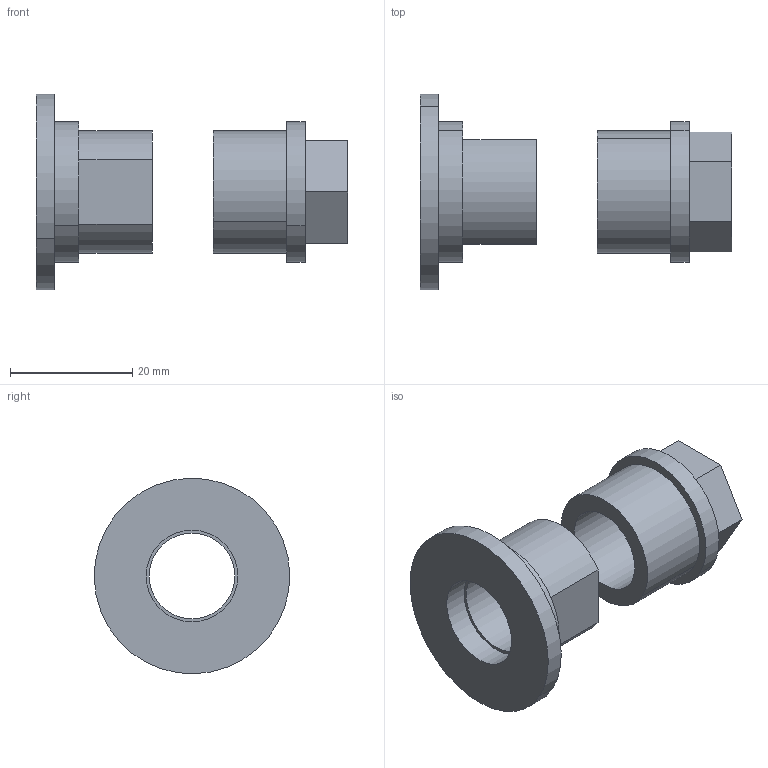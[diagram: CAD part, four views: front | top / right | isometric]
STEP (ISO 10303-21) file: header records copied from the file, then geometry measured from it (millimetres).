
FILE_DESCRIPTION(('CATIA V5 STEP Exchange'),'2;1');
FILE_NAME('entretoises rotules av.stp','2023-12-23T18:15:57+00:00',('none'),('none'),'CATIA Version 5 Release 19 SP 2 (IN-10)','CATIA V5 STEP AP203','none');
FILE_SCHEMA(('CONFIG_CONTROL_DESIGN'));
Length unit declared in the file: millimetre
Products named in the file (1): Part1
Bounding box: 51 x 31.99 x 31.99 mm (x, y, z)
Volume: 7953.4 mm3; surface area: 6353.7 mm2
Topology: 2 solids, 2 shells, 33 faces, 72 edges, 48 vertices
Faces by surface type: plane 17, cylinder 16
Entity records: 879 total; most frequent: ORIENTED_EDGE 144, CARTESIAN_POINT 143, DIRECTION 116, EDGE_CURVE 72, AXIS2_PLACEMENT_3D 55, VERTEX_POINT 48, EDGE_LOOP 42, VECTOR 40
